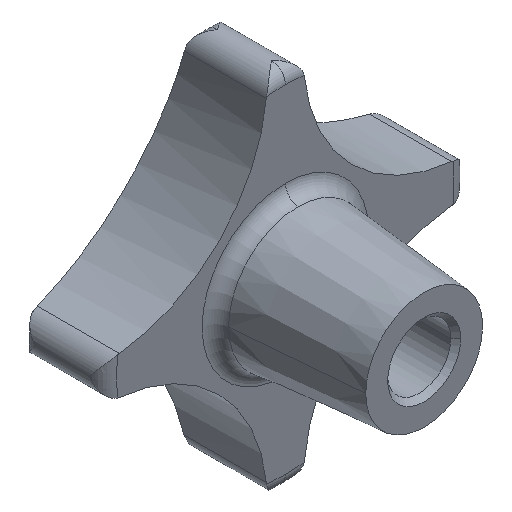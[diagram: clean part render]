
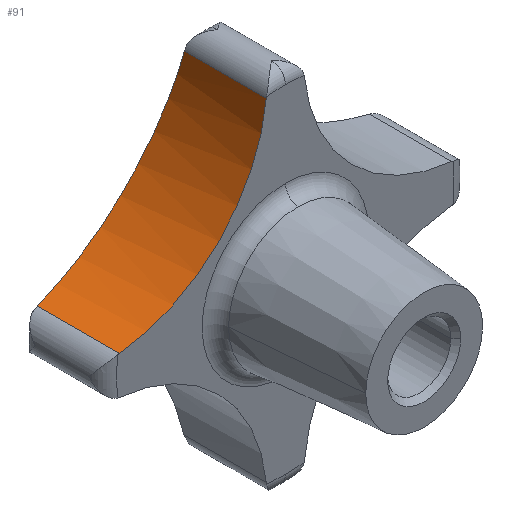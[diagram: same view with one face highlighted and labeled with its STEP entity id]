
A CAD part, isometric view. The second image highlights one B-rep face of the part: STEP entity #91.
In plain terms, the highlighted cylindrical face has radius 45 mm (diameter 90 mm), a partial arc.
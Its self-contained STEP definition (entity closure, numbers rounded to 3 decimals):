
#91 = ADVANCED_FACE( '', ( #141 ), #142, .F. );
#141 = FACE_OUTER_BOUND( '', #209, .T. );
#142 = CYLINDRICAL_SURFACE( '', #210, 45. );
#209 = EDGE_LOOP( '', ( #365, #366, #367, #368 ) );
#210 = AXIS2_PLACEMENT_3D( '', #369, #370, #371 );
#365 = ORIENTED_EDGE( '', *, *, #581, .F. );
#366 = ORIENTED_EDGE( '', *, *, #580, .F. );
#367 = ORIENTED_EDGE( '', *, *, #582, .F. );
#368 = ORIENTED_EDGE( '', *, *, #583, .T. );
#369 = CARTESIAN_POINT( '', ( -50., 0., 50. ) );
#370 = DIRECTION( '', ( 0., -1., 0. ) );
#371 = DIRECTION( '', ( 0.099, 0., -0.995 ) );
#580 = EDGE_CURVE( '', #718, #702, #720, .T. );
#581 = EDGE_CURVE( '', #702, #721, #722, .T. );
#582 = EDGE_CURVE( '', #723, #718, #724, .T. );
#583 = EDGE_CURVE( '', #723, #721, #725, .T. );
#702 = VERTEX_POINT( '', #1027 );
#718 = VERTEX_POINT( '', #1102 );
#720 = LINE( '', #1104, #1105 );
#721 = VERTEX_POINT( '', #1106 );
#722 = B_SPLINE_CURVE_WITH_KNOTS( '', 3, ( #1107, #1108, #1109, #1110, #1111, #1112, #1113, #1114, #1115, #1116, #1117, #1118, #1119, #1120, #1121, #1122, #1123, #1124, #1125, #1126, #1127, #1128, #1129, #1130, #1131, #1132, #1133, #1134, #1135, #1136 ), .UNSPECIFIED., .F., .F., ( 4, 2, 2, 2, 2, 2, 2, 2, 2, 2, 2, 2, 2, 2, 4 ), ( 0., 4.259, 8.518, 12.778, 17.037, 21.296, 25.555, 29.815, 34.074, 38.376, 42.677, 46.979, 51.281, 55.582, 59.587 ), .UNSPECIFIED. );
#723 = VERTEX_POINT( '', #1137 );
#724 = CIRCLE( '', #1138, 45. );
#725 = LINE( '', #1139, #1140 );
#1027 = CARTESIAN_POINT( '', ( -45.537, 60.471, 5.222 ) );
#1102 = CARTESIAN_POINT( '', ( -45.537, 38., 5.222 ) );
#1104 = CARTESIAN_POINT( '', ( -45.537, 0., 5.222 ) );
#1105 = VECTOR( '', #1367, 1. );
#1106 = CARTESIAN_POINT( '', ( -5.222, 60.471, 45.537 ) );
#1107 = CARTESIAN_POINT( '', ( -45.537, 60.471, 5.222 ) );
#1108 = CARTESIAN_POINT( '', ( -44.151, 60.742, 5.36 ) );
#1109 = CARTESIAN_POINT( '', ( -42.744, 61.003, 5.566 ) );
#1110 = CARTESIAN_POINT( '', ( -39.918, 61.496, 6.12 ) );
#1111 = CARTESIAN_POINT( '', ( -38.5, 61.728, 6.469 ) );
#1112 = CARTESIAN_POINT( '', ( -35.681, 62.155, 7.314 ) );
#1113 = CARTESIAN_POINT( '', ( -34.279, 62.351, 7.809 ) );
#1114 = CARTESIAN_POINT( '', ( -31.521, 62.701, 8.942 ) );
#1115 = CARTESIAN_POINT( '', ( -30.164, 62.856, 9.58 ) );
#1116 = CARTESIAN_POINT( '', ( -27.52, 63.123, 10.989 ) );
#1117 = CARTESIAN_POINT( '', ( -26.231, 63.234, 11.761 ) );
#1118 = CARTESIAN_POINT( '', ( -23.741, 63.411, 13.425 ) );
#1119 = CARTESIAN_POINT( '', ( -22.542, 63.477, 14.318 ) );
#1120 = CARTESIAN_POINT( '', ( -20.25, 63.564, 16.204 ) );
#1121 = CARTESIAN_POINT( '', ( -19.159, 63.585, 17.199 ) );
#1122 = CARTESIAN_POINT( '', ( -17.099, 63.584, 19.265 ) );
#1123 = CARTESIAN_POINT( '', ( -16.131, 63.561, 20.337 ) );
#1124 = CARTESIAN_POINT( '', ( -14.32, 63.477, 22.541 ) );
#1125 = CARTESIAN_POINT( '', ( -13.449, 63.413, 23.709 ) );
#1126 = CARTESIAN_POINT( '', ( -11.811, 63.24, 26.152 ) );
#1127 = CARTESIAN_POINT( '', ( -11.043, 63.131, 27.425 ) );
#1128 = CARTESIAN_POINT( '', ( -9.632, 62.868, 30.058 ) );
#1129 = CARTESIAN_POINT( '', ( -8.988, 62.714, 31.418 ) );
#1130 = CARTESIAN_POINT( '', ( -7.839, 62.362, 34.199 ) );
#1131 = CARTESIAN_POINT( '', ( -7.333, 62.164, 35.621 ) );
#1132 = CARTESIAN_POINT( '', ( -6.468, 61.728, 38.502 ) );
#1133 = CARTESIAN_POINT( '', ( -6.108, 61.489, 39.963 ) );
#1134 = CARTESIAN_POINT( '', ( -5.558, 60.993, 42.797 ) );
#1135 = CARTESIAN_POINT( '', ( -5.358, 60.739, 44.17 ) );
#1136 = CARTESIAN_POINT( '', ( -5.222, 60.471, 45.537 ) );
#1137 = CARTESIAN_POINT( '', ( -5.222, 38., 45.537 ) );
#1138 = AXIS2_PLACEMENT_3D( '', #1368, #1369, #1370 );
#1139 = CARTESIAN_POINT( '', ( -5.222, 0., 45.537 ) );
#1140 = VECTOR( '', #1371, 1. );
#1367 = DIRECTION( '', ( 0., 1., 0. ) );
#1368 = CARTESIAN_POINT( '', ( -50., 38., 50. ) );
#1369 = DIRECTION( '', ( 0., 1., 0. ) );
#1370 = DIRECTION( '', ( 0.099, 0., -0.995 ) );
#1371 = DIRECTION( '', ( 0., 1., 0. ) );
